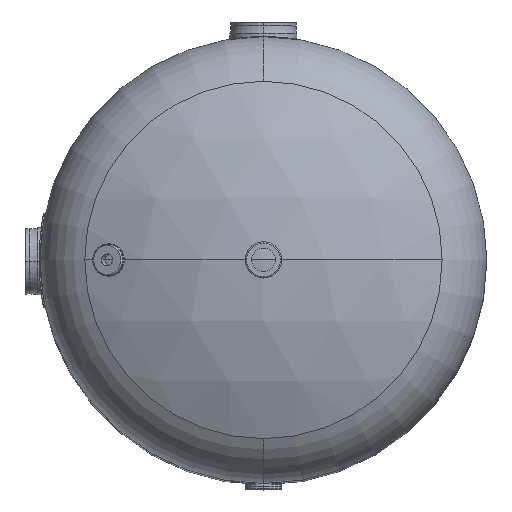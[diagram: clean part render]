
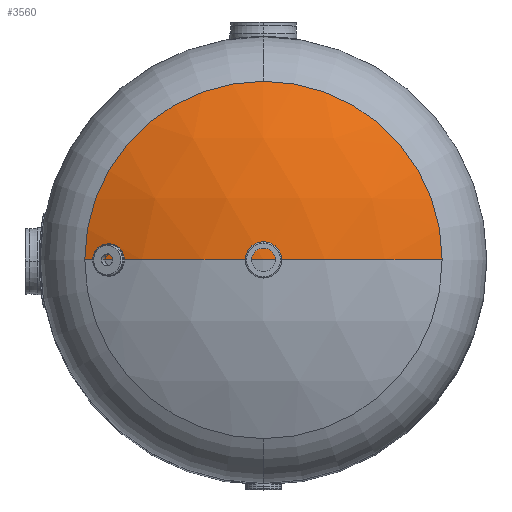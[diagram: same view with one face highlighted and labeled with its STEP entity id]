
A CAD part, top view. The second image highlights one B-rep face of the part: STEP entity #3560.
In plain terms, the highlighted spherical face has radius 457.2 mm.
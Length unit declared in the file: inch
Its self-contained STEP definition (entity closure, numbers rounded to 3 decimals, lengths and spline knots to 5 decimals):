
#1133 = DIRECTION ( 'NONE',  ( 1., 0., 0. ) ) ;
#1345 = ORIENTED_EDGE ( 'NONE', *, *, #3198, .F. ) ;
#1429 = VERTEX_POINT ( 'NONE', #2760 ) ;
#2381 = DIRECTION ( 'NONE',  ( 0., 0., -1. ) ) ;
#2739 = CIRCLE ( 'NONE', #8565, 8. ) ;
#2746 = VERTEX_POINT ( 'NONE', #6624 ) ;
#2760 = CARTESIAN_POINT ( 'NONE',  ( 8., 5.13688, 0. ) ) ;
#2893 = ORIENTED_EDGE ( 'NONE', *, *, #5660, .T. ) ;
#3198 = EDGE_CURVE ( 'NONE', #7931, #2746, #10045, .T. ) ;
#3560 = ADVANCED_FACE ( 'NONE', ( #11992 ), #9439, .T. ) ;
#3850 = AXIS2_PLACEMENT_3D ( 'NONE', #3853, #11319, #9503 ) ;
#3853 = CARTESIAN_POINT ( 'NONE',  ( 0., -10.98764, 0. ) ) ;
#4365 = ORIENTED_EDGE ( 'NONE', *, *, #5881, .F. ) ;
#4491 = DIRECTION ( 'NONE',  ( 0., 0., -1. ) ) ;
#4571 = EDGE_CURVE ( 'NONE', #11463, #1429, #11347, .T. ) ;
#4781 = CARTESIAN_POINT ( 'NONE',  ( 0., -10.98764, 0. ) ) ;
#5396 = AXIS2_PLACEMENT_3D ( 'NONE', #4781, #7405, #1133 ) ;
#5571 = CARTESIAN_POINT ( 'NONE',  ( 0., 5.13688, 0. ) ) ;
#5660 = EDGE_CURVE ( 'NONE', #7931, #1429, #6826, .T. ) ;
#5881 = EDGE_CURVE ( 'NONE', #2746, #11463, #2739, .T. ) ;
#6113 = AXIS2_PLACEMENT_3D ( 'NONE', #11371, #6935, #2381 ) ;
#6303 = CARTESIAN_POINT ( 'NONE',  ( 0., 7.01236, 0. ) ) ;
#6624 = CARTESIAN_POINT ( 'NONE',  ( -8., 5.13688, 0. ) ) ;
#6671 = ORIENTED_EDGE ( 'NONE', *, *, #4571, .F. ) ;
#6826 = CIRCLE ( 'NONE', #8966, 18. ) ;
#6935 = DIRECTION ( 'NONE',  ( 0., -1., 0. ) ) ;
#7035 = CARTESIAN_POINT ( 'NONE',  ( 0., -10.98764, 0. ) ) ;
#7405 = DIRECTION ( 'NONE',  ( 0., 0., 1. ) ) ;
#7931 = VERTEX_POINT ( 'NONE', #6303 ) ;
#8565 = AXIS2_PLACEMENT_3D ( 'NONE', #5571, #10122, #4491 ) ;
#8733 = DIRECTION ( 'NONE',  ( 0., 0., -1. ) ) ;
#8966 = AXIS2_PLACEMENT_3D ( 'NONE', #7035, #8733, #9764 ) ;
#9439 = SPHERICAL_SURFACE ( 'NONE', #3850, 18. ) ;
#9503 = DIRECTION ( 'NONE',  ( 1., 0., 0. ) ) ;
#9764 = DIRECTION ( 'NONE',  ( -1., 0., 0. ) ) ;
#10045 = CIRCLE ( 'NONE', #5396, 18. ) ;
#10122 = DIRECTION ( 'NONE',  ( 0., -1., 0. ) ) ;
#10484 = EDGE_LOOP ( 'NONE', ( #1345, #2893, #6671, #4365 ) ) ;
#11157 = CARTESIAN_POINT ( 'NONE',  ( 0., 5.13688, -8. ) ) ;
#11319 = DIRECTION ( 'NONE',  ( 0., 0., 1. ) ) ;
#11347 = CIRCLE ( 'NONE', #6113, 8. ) ;
#11371 = CARTESIAN_POINT ( 'NONE',  ( 0., 5.13688, 0. ) ) ;
#11463 = VERTEX_POINT ( 'NONE', #11157 ) ;
#11992 = FACE_OUTER_BOUND ( 'NONE', #10484, .T. ) ;
